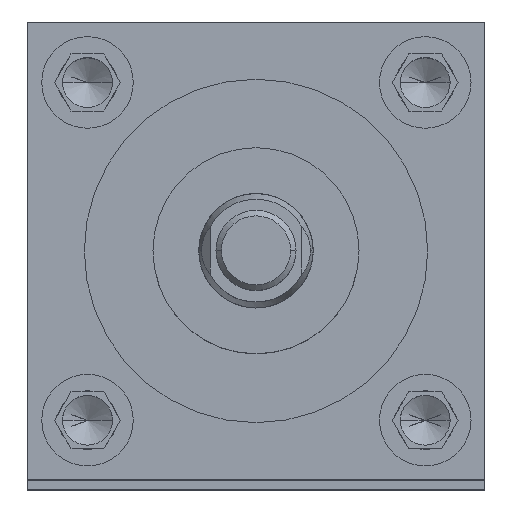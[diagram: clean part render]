
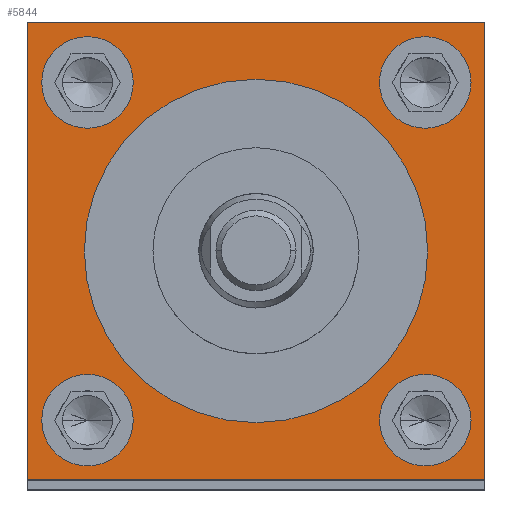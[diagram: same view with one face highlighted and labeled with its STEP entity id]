
A CAD part, top view. The second image highlights one B-rep face of the part: STEP entity #5844.
In plain terms, the highlighted planar face has unit normal (0, 0, 1).
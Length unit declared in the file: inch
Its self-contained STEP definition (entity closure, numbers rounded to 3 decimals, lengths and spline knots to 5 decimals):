
#10 = EDGE_CURVE ( 'NONE', #4404, #1109, #6420, .T. ) ;
#43 = VERTEX_POINT ( 'NONE', #5884 ) ;
#143 = EDGE_CURVE ( 'NONE', #4863, #2087, #6870, .T. ) ;
#175 = AXIS2_PLACEMENT_3D ( 'NONE', #1209, #1144, #4962 ) ;
#248 = CARTESIAN_POINT ( 'NONE',  ( 0., 0., 31.625 ) ) ;
#281 = CARTESIAN_POINT ( 'NONE',  ( 0.924, -0.924, 31.625 ) ) ;
#356 = DIRECTION ( 'NONE',  ( 1., 0., 0. ) ) ;
#466 = EDGE_LOOP ( 'NONE', ( #2021, #4287 ) ) ;
#476 = DIRECTION ( 'NONE',  ( 1., 0., 0. ) ) ;
#633 = EDGE_CURVE ( 'NONE', #1413, #1698, #5374, .T. ) ;
#646 = VERTEX_POINT ( 'NONE', #3039 ) ;
#707 = DIRECTION ( 'NONE',  ( 0., 0., 1. ) ) ;
#724 = CARTESIAN_POINT ( 'NONE',  ( 1.174, -0.924, 31.625 ) ) ;
#763 = EDGE_CURVE ( 'NONE', #6686, #4404, #4246, .T. ) ;
#807 = DIRECTION ( 'NONE',  ( 0., 0., 1. ) ) ;
#852 = DIRECTION ( 'NONE',  ( 0., 0., 1. ) ) ;
#888 = DIRECTION ( 'NONE',  ( 1., 0., 0. ) ) ;
#899 = DIRECTION ( 'NONE',  ( 0., 0., 1. ) ) ;
#981 = FACE_BOUND ( 'NONE', #1768, .T. ) ;
#1010 = DIRECTION ( 'NONE',  ( 0., -1., 0. ) ) ;
#1109 = VERTEX_POINT ( 'NONE', #2964 ) ;
#1144 = DIRECTION ( 'NONE',  ( 0., 0., 1. ) ) ;
#1145 = DIRECTION ( 'NONE',  ( 0., 0., 1. ) ) ;
#1209 = CARTESIAN_POINT ( 'NONE',  ( -0.92, 0.92, 31.625 ) ) ;
#1345 = ORIENTED_EDGE ( 'NONE', *, *, #1857, .F. ) ;
#1408 = EDGE_LOOP ( 'NONE', ( #6339, #1345 ) ) ;
#1413 = VERTEX_POINT ( 'NONE', #5455 ) ;
#1482 = FACE_BOUND ( 'NONE', #466, .T. ) ;
#1512 = FACE_BOUND ( 'NONE', #1841, .T. ) ;
#1513 = AXIS2_PLACEMENT_3D ( 'NONE', #5720, #1870, #5226 ) ;
#1544 = CARTESIAN_POINT ( 'NONE',  ( -1.25, -1.25, 31.625 ) ) ;
#1611 = CARTESIAN_POINT ( 'NONE',  ( -0.67, -0.924, 31.625 ) ) ;
#1618 = VERTEX_POINT ( 'NONE', #724 ) ;
#1624 = PLANE ( 'NONE',  #4674 ) ;
#1698 = VERTEX_POINT ( 'NONE', #4197 ) ;
#1724 = AXIS2_PLACEMENT_3D ( 'NONE', #248, #2401, #356 ) ;
#1751 = CIRCLE ( 'NONE', #4487, 0.25 ) ;
#1754 = VERTEX_POINT ( 'NONE', #1991 ) ;
#1768 = EDGE_LOOP ( 'NONE', ( #6040, #2871 ) ) ;
#1787 = DIRECTION ( 'NONE',  ( 0., 0., 1. ) ) ;
#1800 = CARTESIAN_POINT ( 'NONE',  ( -0.92, 0.92, 31.625 ) ) ;
#1841 = EDGE_LOOP ( 'NONE', ( #6257, #2137 ) ) ;
#1857 = EDGE_CURVE ( 'NONE', #1754, #4800, #1751, .T. ) ;
#1870 = DIRECTION ( 'NONE',  ( 0., 0., 1. ) ) ;
#1991 = CARTESIAN_POINT ( 'NONE',  ( -1.17, 0.92, 31.625 ) ) ;
#2014 = EDGE_CURVE ( 'NONE', #2087, #4863, #5950, .T. ) ;
#2021 = ORIENTED_EDGE ( 'NONE', *, *, #2221, .F. ) ;
#2087 = VERTEX_POINT ( 'NONE', #1611 ) ;
#2137 = ORIENTED_EDGE ( 'NONE', *, *, #6761, .F. ) ;
#2167 = CARTESIAN_POINT ( 'NONE',  ( 0.924, -0.924, 31.625 ) ) ;
#2202 = DIRECTION ( 'NONE',  ( 0., 0., 1. ) ) ;
#2221 = EDGE_CURVE ( 'NONE', #43, #5313, #6404, .T. ) ;
#2317 = EDGE_CURVE ( 'NONE', #4800, #1754, #5395, .T. ) ;
#2351 = EDGE_CURVE ( 'NONE', #646, #6686, #6741, .T. ) ;
#2401 = DIRECTION ( 'NONE',  ( 0., 0., 1. ) ) ;
#2447 = ORIENTED_EDGE ( 'NONE', *, *, #763, .T. ) ;
#2450 = CARTESIAN_POINT ( 'NONE',  ( 0.924, 0.92, 31.625 ) ) ;
#2522 = ORIENTED_EDGE ( 'NONE', *, *, #2014, .F. ) ;
#2528 = CARTESIAN_POINT ( 'NONE',  ( 0.674, 0.92, 31.625 ) ) ;
#2586 = DIRECTION ( 'NONE',  ( 0., 0., -1. ) ) ;
#2718 = AXIS2_PLACEMENT_3D ( 'NONE', #2450, #852, #888 ) ;
#2863 = DIRECTION ( 'NONE',  ( 1., 0., 0. ) ) ;
#2871 = ORIENTED_EDGE ( 'NONE', *, *, #4566, .F. ) ;
#2933 = CARTESIAN_POINT ( 'NONE',  ( -0.67, 0.92, 31.625 ) ) ;
#2964 = CARTESIAN_POINT ( 'NONE',  ( -1.25, -1.25, 31.625 ) ) ;
#3039 = CARTESIAN_POINT ( 'NONE',  ( 1.25, -1.25, 31.625 ) ) ;
#3197 = DIRECTION ( 'NONE',  ( 1., 0., 0. ) ) ;
#3222 = FACE_BOUND ( 'NONE', #1408, .T. ) ;
#3257 = FACE_OUTER_BOUND ( 'NONE', #6423, .T. ) ;
#3316 = DIRECTION ( 'NONE',  ( 1., 0., 0. ) ) ;
#3696 = LINE ( 'NONE', #5411, #5903 ) ;
#3799 = AXIS2_PLACEMENT_3D ( 'NONE', #3854, #1145, #3316 ) ;
#3854 = CARTESIAN_POINT ( 'NONE',  ( -0.92, -0.924, 31.625 ) ) ;
#4034 = CARTESIAN_POINT ( 'NONE',  ( 1.25, -1.25, 31.625 ) ) ;
#4074 = DIRECTION ( 'NONE',  ( 1., 0., 0. ) ) ;
#4094 = AXIS2_PLACEMENT_3D ( 'NONE', #2167, #2202, #476 ) ;
#4180 = CIRCLE ( 'NONE', #4871, 0.9375 ) ;
#4197 = CARTESIAN_POINT ( 'NONE',  ( -0.9375, 0., 31.625 ) ) ;
#4246 = LINE ( 'NONE', #4756, #5265 ) ;
#4249 = VERTEX_POINT ( 'NONE', #5398 ) ;
#4284 = AXIS2_PLACEMENT_3D ( 'NONE', #281, #807, #4074 ) ;
#4287 = ORIENTED_EDGE ( 'NONE', *, *, #5794, .F. ) ;
#4309 = ORIENTED_EDGE ( 'NONE', *, *, #2351, .T. ) ;
#4317 = DIRECTION ( 'NONE',  ( -1., 0., 0. ) ) ;
#4404 = VERTEX_POINT ( 'NONE', #6670 ) ;
#4487 = AXIS2_PLACEMENT_3D ( 'NONE', #1800, #707, #2863 ) ;
#4566 = EDGE_CURVE ( 'NONE', #4249, #1618, #6440, .T. ) ;
#4616 = CARTESIAN_POINT ( 'NONE',  ( -1.17, -0.924, 31.625 ) ) ;
#4674 = AXIS2_PLACEMENT_3D ( 'NONE', #6391, #2586, #4737 ) ;
#4737 = DIRECTION ( 'NONE',  ( -1., 0., 0. ) ) ;
#4756 = CARTESIAN_POINT ( 'NONE',  ( -1.25, 1.25, 31.625 ) ) ;
#4763 = ORIENTED_EDGE ( 'NONE', *, *, #5405, .T. ) ;
#4800 = VERTEX_POINT ( 'NONE', #2933 ) ;
#4863 = VERTEX_POINT ( 'NONE', #4616 ) ;
#4871 = AXIS2_PLACEMENT_3D ( 'NONE', #5777, #899, #5488 ) ;
#4962 = DIRECTION ( 'NONE',  ( 1., 0., 0. ) ) ;
#5002 = CARTESIAN_POINT ( 'NONE',  ( 0.924, 0.92, 31.625 ) ) ;
#5006 = CIRCLE ( 'NONE', #4094, 0.25 ) ;
#5188 = VECTOR ( 'NONE', #1010, 39.37008 ) ;
#5226 = DIRECTION ( 'NONE',  ( 1., 0., 0. ) ) ;
#5265 = VECTOR ( 'NONE', #4317, 39.37008 ) ;
#5313 = VERTEX_POINT ( 'NONE', #2528 ) ;
#5374 = CIRCLE ( 'NONE', #1724, 0.9375 ) ;
#5395 = CIRCLE ( 'NONE', #175, 0.25 ) ;
#5398 = CARTESIAN_POINT ( 'NONE',  ( 0.674, -0.924, 31.625 ) ) ;
#5402 = EDGE_CURVE ( 'NONE', #1618, #4249, #5006, .T. ) ;
#5405 = EDGE_CURVE ( 'NONE', #1109, #646, #3696, .T. ) ;
#5411 = CARTESIAN_POINT ( 'NONE',  ( -1.25, -1.25, 31.625 ) ) ;
#5455 = CARTESIAN_POINT ( 'NONE',  ( 0.9375, 0., 31.625 ) ) ;
#5488 = DIRECTION ( 'NONE',  ( 1., 0., 0. ) ) ;
#5681 = DIRECTION ( 'NONE',  ( 0., 1., 0. ) ) ;
#5720 = CARTESIAN_POINT ( 'NONE',  ( -0.92, -0.924, 31.625 ) ) ;
#5777 = CARTESIAN_POINT ( 'NONE',  ( 0., 0., 31.625 ) ) ;
#5794 = EDGE_CURVE ( 'NONE', #5313, #43, #6018, .T. ) ;
#5844 = ADVANCED_FACE ( 'NONE', ( #981, #1482, #6998, #3222, #1512, #3257 ), #1624, .F. ) ;
#5884 = CARTESIAN_POINT ( 'NONE',  ( 1.174, 0.92, 31.625 ) ) ;
#5903 = VECTOR ( 'NONE', #3197, 39.37008 ) ;
#5950 = CIRCLE ( 'NONE', #1513, 0.25 ) ;
#6018 = CIRCLE ( 'NONE', #2718, 0.25 ) ;
#6040 = ORIENTED_EDGE ( 'NONE', *, *, #5402, .F. ) ;
#6055 = DIRECTION ( 'NONE',  ( 1., 0., 0. ) ) ;
#6257 = ORIENTED_EDGE ( 'NONE', *, *, #633, .F. ) ;
#6294 = VECTOR ( 'NONE', #5681, 39.37008 ) ;
#6339 = ORIENTED_EDGE ( 'NONE', *, *, #2317, .F. ) ;
#6365 = CARTESIAN_POINT ( 'NONE',  ( 1.25, 1.25, 31.625 ) ) ;
#6391 = CARTESIAN_POINT ( 'NONE',  ( -1.25, 1.25, 31.625 ) ) ;
#6404 = CIRCLE ( 'NONE', #6639, 0.25 ) ;
#6420 = LINE ( 'NONE', #1544, #5188 ) ;
#6423 = EDGE_LOOP ( 'NONE', ( #6964, #4763, #4309, #2447 ) ) ;
#6440 = CIRCLE ( 'NONE', #4284, 0.25 ) ;
#6457 = ORIENTED_EDGE ( 'NONE', *, *, #143, .F. ) ;
#6598 = EDGE_LOOP ( 'NONE', ( #2522, #6457 ) ) ;
#6639 = AXIS2_PLACEMENT_3D ( 'NONE', #5002, #1787, #6055 ) ;
#6670 = CARTESIAN_POINT ( 'NONE',  ( -1.25, 1.25, 31.625 ) ) ;
#6686 = VERTEX_POINT ( 'NONE', #6365 ) ;
#6741 = LINE ( 'NONE', #4034, #6294 ) ;
#6761 = EDGE_CURVE ( 'NONE', #1698, #1413, #4180, .T. ) ;
#6870 = CIRCLE ( 'NONE', #3799, 0.25 ) ;
#6964 = ORIENTED_EDGE ( 'NONE', *, *, #10, .T. ) ;
#6998 = FACE_BOUND ( 'NONE', #6598, .T. ) ;
